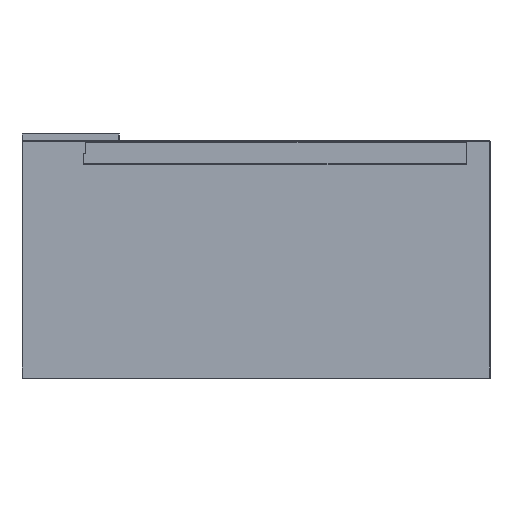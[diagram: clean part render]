
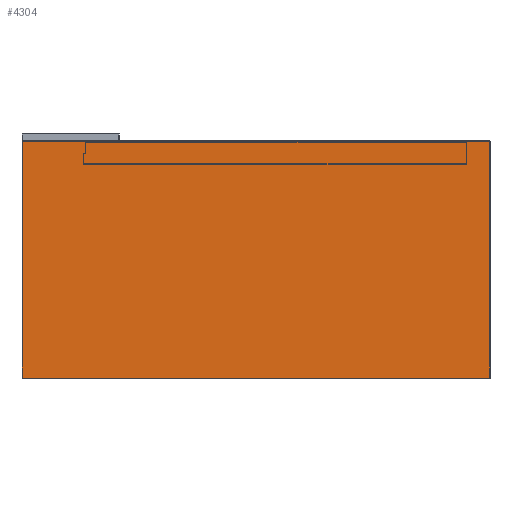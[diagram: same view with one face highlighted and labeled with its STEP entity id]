
A CAD part, left-side view. The second image highlights one B-rep face of the part: STEP entity #4304.
In plain terms, the highlighted planar face has unit normal (-1, 0, 0).
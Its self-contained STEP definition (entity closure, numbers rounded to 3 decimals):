
#550 = VERTEX_POINT ( 'NONE', #9234 ) ;
#713 = VERTEX_POINT ( 'NONE', #3046 ) ;
#850 = AXIS2_PLACEMENT_3D ( 'NONE', #2574, #1139, #7052 ) ;
#1139 = DIRECTION ( 'NONE',  ( 1., 0., 0. ) ) ;
#1773 = FACE_OUTER_BOUND ( 'NONE', #9146, .T. ) ;
#2520 = EDGE_CURVE ( 'NONE', #4159, #713, #7010, .T. ) ;
#2574 = CARTESIAN_POINT ( 'NONE',  ( -550., 1300., -100. ) ) ;
#3046 = CARTESIAN_POINT ( 'NONE',  ( -550., 1299., -659. ) ) ;
#3430 = LINE ( 'NONE', #6386, #3809 ) ;
#3587 = ORIENTED_EDGE ( 'NONE', *, *, #8421, .T. ) ;
#3655 = EDGE_CURVE ( 'NONE', #8810, #550, #8531, .T. ) ;
#3699 = VECTOR ( 'NONE', #7829, 1000. ) ;
#3705 = EDGE_CURVE ( 'NONE', #713, #8810, #3430, .T. ) ;
#3809 = VECTOR ( 'NONE', #9352, 1000. ) ;
#4102 = VECTOR ( 'NONE', #8512, 1000. ) ;
#4159 = VERTEX_POINT ( 'NONE', #4927 ) ;
#4304 = ADVANCED_FACE ( 'Fl�che5', ( #1773 ), #5398, .F. ) ;
#4844 = DIRECTION ( 'NONE',  ( 0., 0., 1. ) ) ;
#4860 = CARTESIAN_POINT ( 'NONE',  ( -550., 1300., -1. ) ) ;
#4876 = CARTESIAN_POINT ( 'NONE',  ( -550., 1299., -100. ) ) ;
#4894 = CARTESIAN_POINT ( 'NONE',  ( -550., 1., 0. ) ) ;
#4927 = CARTESIAN_POINT ( 'NONE',  ( -550., 1299., -1. ) ) ;
#4938 = CARTESIAN_POINT ( 'NONE',  ( -550., 1., -659. ) ) ;
#5127 = ORIENTED_EDGE ( 'NONE', *, *, #3705, .T. ) ;
#5166 = ORIENTED_EDGE ( 'NONE', *, *, #2520, .T. ) ;
#5398 = PLANE ( 'NONE',  #850 ) ;
#6386 = CARTESIAN_POINT ( 'NONE',  ( -550., 1300., -659. ) ) ;
#7010 = LINE ( 'NONE', #4876, #4102 ) ;
#7052 = DIRECTION ( 'NONE',  ( 0., 0., -1. ) ) ;
#7088 = LINE ( 'NONE', #4860, #3699 ) ;
#7532 = VECTOR ( 'NONE', #4844, 1000. ) ;
#7829 = DIRECTION ( 'NONE',  ( 0., 1., 0. ) ) ;
#8421 = EDGE_CURVE ( 'NONE', #550, #4159, #7088, .T. ) ;
#8512 = DIRECTION ( 'NONE',  ( 0., 0., -1. ) ) ;
#8531 = LINE ( 'NONE', #4894, #7532 ) ;
#8690 = ORIENTED_EDGE ( 'NONE', *, *, #3655, .T. ) ;
#8810 = VERTEX_POINT ( 'NONE', #4938 ) ;
#9146 = EDGE_LOOP ( 'NONE', ( #8690, #3587, #5166, #5127 ) ) ;
#9234 = CARTESIAN_POINT ( 'NONE',  ( -550., 1., -1. ) ) ;
#9352 = DIRECTION ( 'NONE',  ( 0., -1., 0. ) ) ;
